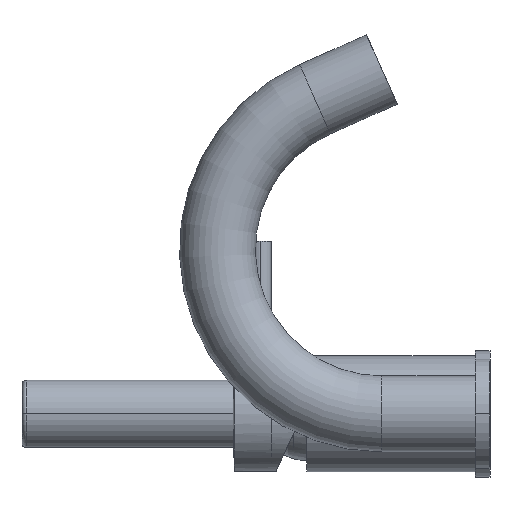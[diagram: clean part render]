
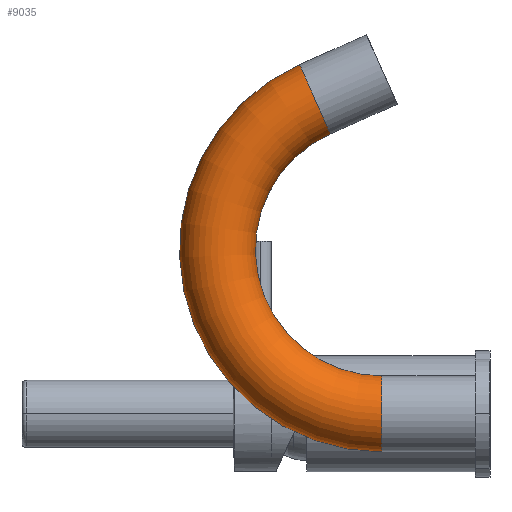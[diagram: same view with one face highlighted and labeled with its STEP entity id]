
A CAD part, left-side view. The second image highlights one B-rep face of the part: STEP entity #9035.
In plain terms, the highlighted toroidal (fillet/blend) face has major radius 78 mm and minor radius 18 mm.
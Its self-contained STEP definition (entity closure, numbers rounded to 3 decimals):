
#8865=CARTESIAN_POINT('',(-150.,76.025,149.257));
#8866=DIRECTION('',(0.,-0.914,0.407));
#8867=DIRECTION('',(0.,0.407,0.914));
#8868=AXIS2_PLACEMENT_3D('',#8865,#8866,#8867);
#8870=CARTESIAN_POINT('',(-150.,44.3,0.));
#8871=DIRECTION('',(0.,1.,0.));
#8872=DIRECTION('',(0.,0.,-1.));
#8873=AXIS2_PLACEMENT_3D('',#8870,#8871,#8872);
#8875=CARTESIAN_POINT('',(-150.,44.3,78.));
#8876=DIRECTION('',(1.,0.,0.));
#8877=DIRECTION('',(0.,0.,-1.));
#8878=AXIS2_PLACEMENT_3D('',#8875,#8876,#8877);
#8931=CARTESIAN_POINT('',(-150.,44.3,78.));
#8932=DIRECTION('',(1.,0.,0.));
#8933=DIRECTION('',(0.,0.,-1.));
#8934=AXIS2_PLACEMENT_3D('',#8931,#8932,#8933);
#8944=CARTESIAN_POINT('',(-150.,44.3,18.));
#8945=CARTESIAN_POINT('',(-150.,44.3,-18.));
#8946=VERTEX_POINT('',#8944);
#8947=VERTEX_POINT('',#8945);
#8948=CARTESIAN_POINT('',(-150.,68.704,132.813));
#8949=CARTESIAN_POINT('',(-150.,83.347,165.7));
#8950=VERTEX_POINT('',#8948);
#8951=VERTEX_POINT('',#8949);
#9021=CARTESIAN_POINT('',(-150.,44.3,78.));
#9022=DIRECTION('',(1.,0.,0.));
#9023=DIRECTION('',(0.,0.,1.));
#9024=AXIS2_PLACEMENT_3D('',#9021,#9022,#9023);
#9025=TOROIDAL_SURFACE('',#9024,78.,18.);
#9027=ORIENTED_EDGE('',*,*,#9026,.F.);
#9029=ORIENTED_EDGE('',*,*,#9028,.T.);
#9030=ORIENTED_EDGE('',*,*,#9009,.T.);
#9032=ORIENTED_EDGE('',*,*,#9031,.F.);
#9033=EDGE_LOOP('',(#9027,#9029,#9030,#9032));
#9034=FACE_OUTER_BOUND('',#9033,.F.);
#9035=ADVANCED_FACE('',(#9034),#9025,.T.);
#8869=CIRCLE('',#8868,18.);
#8874=CIRCLE('',#8873,18.);
#8879=CIRCLE('',#8878,96.);
#8935=CIRCLE('',#8934,60.);
#9009=EDGE_CURVE('',#8951,#8950,#8869,.T.);
#9026=EDGE_CURVE('',#8947,#8946,#8874,.T.);
#9028=EDGE_CURVE('',#8947,#8951,#8879,.T.);
#9031=EDGE_CURVE('',#8946,#8950,#8935,.T.);
